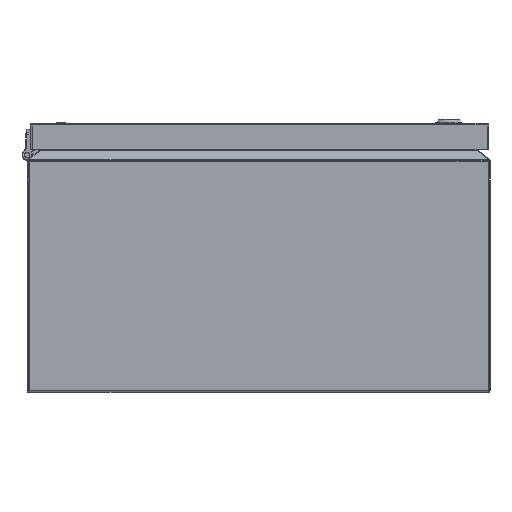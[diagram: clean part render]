
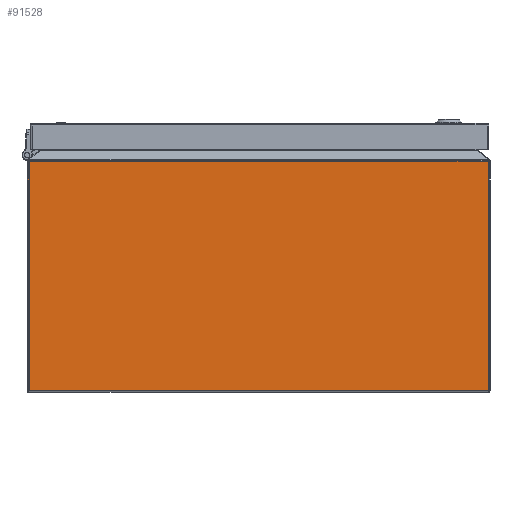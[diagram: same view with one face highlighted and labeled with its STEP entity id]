
A CAD part, front view. The second image highlights one B-rep face of the part: STEP entity #91528.
In plain terms, the highlighted planar face has unit normal (0, -1, 0).
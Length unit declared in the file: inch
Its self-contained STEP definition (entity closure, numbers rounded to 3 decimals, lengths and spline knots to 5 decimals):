
#15 = DIRECTION ( 'NONE',  ( 0., 1., 0. ) ) ;
#1780 = CARTESIAN_POINT ( 'NONE',  ( -7.03, -8.06, 0.05 ) ) ;
#1959 = DIRECTION ( 'NONE',  ( -1., 0., 0. ) ) ;
#15100 = DIRECTION ( 'NONE',  ( -1., 0., 0. ) ) ;
#27434 = DIRECTION ( 'NONE',  ( 0., 0., -1. ) ) ;
#33841 = EDGE_LOOP ( 'NONE', ( #140370, #62172, #129309, #46808 ) ) ;
#36125 = VERTEX_POINT ( 'NONE', #105715 ) ;
#43399 = LINE ( 'NONE', #76872, #57924 ) ;
#46808 = ORIENTED_EDGE ( 'NONE', *, *, #57089, .T. ) ;
#57089 = EDGE_CURVE ( 'NONE', #154209, #160192, #43399, .T. ) ;
#57924 = VECTOR ( 'NONE', #164087, 39.37008 ) ;
#60062 = VECTOR ( 'NONE', #15100, 39.37008 ) ;
#62172 = ORIENTED_EDGE ( 'NONE', *, *, #96175, .T. ) ;
#76872 = CARTESIAN_POINT ( 'NONE',  ( -7.03, -8.06, 0.05 ) ) ;
#85071 = CARTESIAN_POINT ( 'NONE',  ( 6.97, -8.06, 0.05 ) ) ;
#87187 = LINE ( 'NONE', #132783, #60062 ) ;
#87870 = CARTESIAN_POINT ( 'NONE',  ( 6.97, -8.06, 7.05594 ) ) ;
#91528 = ADVANCED_FACE ( 'NONE', ( #152199 ), #168026, .F. ) ;
#96175 = EDGE_CURVE ( 'NONE', #124869, #36125, #87187, .T. ) ;
#102960 = VECTOR ( 'NONE', #27434, 39.37008 ) ;
#105620 = LINE ( 'NONE', #87870, #162925 ) ;
#105715 = CARTESIAN_POINT ( 'NONE',  ( -7.03, -8.06, 7.03236 ) ) ;
#118515 = DIRECTION ( 'NONE',  ( 0., 0., -1. ) ) ;
#124869 = VERTEX_POINT ( 'NONE', #193111 ) ;
#129309 = ORIENTED_EDGE ( 'NONE', *, *, #151838, .T. ) ;
#132783 = CARTESIAN_POINT ( 'NONE',  ( -7.03, -8.06, 7.03236 ) ) ;
#140370 = ORIENTED_EDGE ( 'NONE', *, *, #180040, .F. ) ;
#151838 = EDGE_CURVE ( 'NONE', #36125, #154209, #180670, .T. ) ;
#152199 = FACE_OUTER_BOUND ( 'NONE', #33841, .T. ) ;
#154209 = VERTEX_POINT ( 'NONE', #1780 ) ;
#160192 = VERTEX_POINT ( 'NONE', #85071 ) ;
#162925 = VECTOR ( 'NONE', #118515, 39.37008 ) ;
#162936 = CARTESIAN_POINT ( 'NONE',  ( -7.03, -8.06, 7.05594 ) ) ;
#164087 = DIRECTION ( 'NONE',  ( 1., 0., 0. ) ) ;
#166108 = CARTESIAN_POINT ( 'NONE',  ( -7.03, -8.06, 7.05594 ) ) ;
#168026 = PLANE ( 'NONE',  #184971 ) ;
#180040 = EDGE_CURVE ( 'NONE', #124869, #160192, #105620, .T. ) ;
#180670 = LINE ( 'NONE', #162936, #102960 ) ;
#184971 = AXIS2_PLACEMENT_3D ( 'NONE', #166108, #15, #1959 ) ;
#193111 = CARTESIAN_POINT ( 'NONE',  ( 6.97, -8.06, 7.03236 ) ) ;
